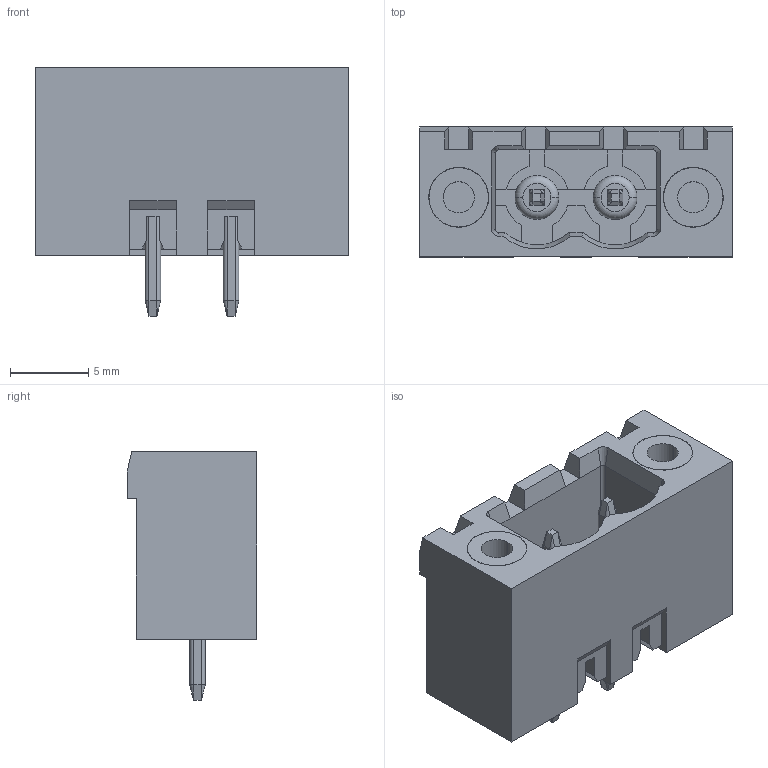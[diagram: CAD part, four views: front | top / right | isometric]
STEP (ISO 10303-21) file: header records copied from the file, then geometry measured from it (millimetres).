
FILE_DESCRIPTION(('CATIA V5 STEP Exchange','CAx-IF Rec.Pracs.--- Model Styling and Organization---1.4--- 2014-01-23'),'2;1');
FILE_NAME ('D1570674_0_2645410000_2645410000.stp','2023-04-17T06:46:29+00:00',('none'),('Weidmueller'),'CATIA Version 5-6 Release 2016 SP3 HF44','CATIA V5 STEP AP214','none');
FILE_SCHEMA(('AUTOMOTIVE_DESIGN { 1 0 10303 214 1 1 1 1 }'));
Length unit declared in the file: millimetre
Products named in the file (1): 2645410000
Bounding box: 20 x 8.3 x 15.9 mm (x, y, z)
Volume: 1185 mm3; surface area: 2005.5 mm2
Topology: 1 solids, 1 shells, 233 faces, 607 edges, 354 vertices
Faces by surface type: plane 165, cylinder 42, cone 22, torus 4
Entity records: 7158 total; most frequent: CARTESIAN_POINT 1357, ORIENTED_EDGE 1182, DIRECTION 1041, EDGE_CURVE 591, VECTOR 481, LINE 481, VERTEX_POINT 354, AXIS2_PLACEMENT_3D 328
